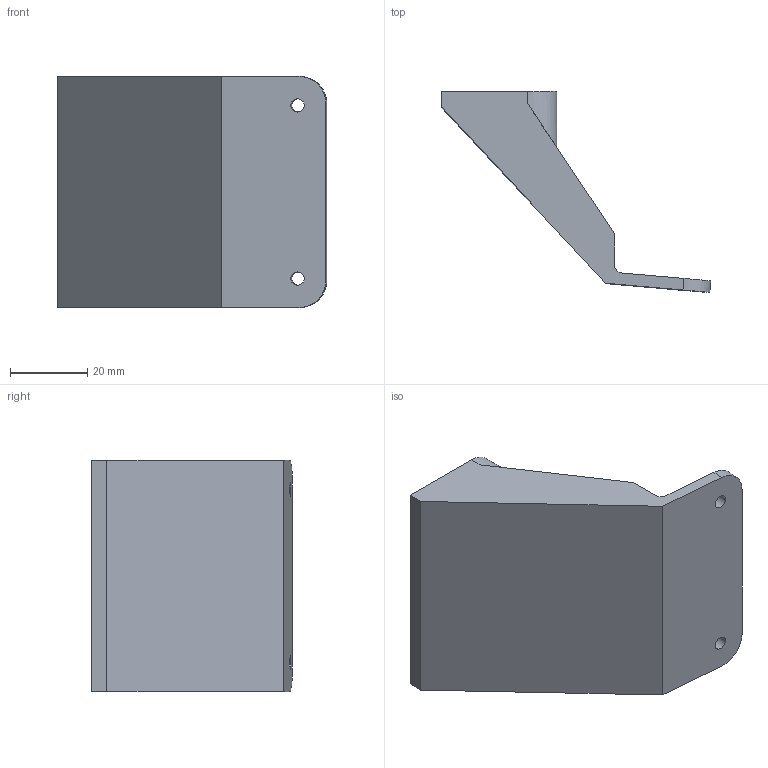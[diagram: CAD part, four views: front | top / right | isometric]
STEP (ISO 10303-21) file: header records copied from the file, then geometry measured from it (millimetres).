
FILE_DESCRIPTION(('FreeCAD Model'),'2;1');
FILE_NAME('Open CASCADE Shape Model','2024-02-20T15:03:15',(''),(''), 'Open CASCADE STEP processor 7.6','FreeCAD','Unknown');
FILE_SCHEMA(('AUTOMOTIVE_DESIGN { 1 0 10303 214 1 1 1 1 }'));
Length unit declared in the file: millimetre
Products named in the file (1): CameraExtensionBody
Bounding box: 70 x 52.19 x 60 mm (x, y, z)
Volume: 56675.9 mm3; surface area: 14075.7 mm2
Topology: 1 solids, 1 shells, 26 faces, 62 edges, 42 vertices
Faces by surface type: plane 15, cylinder 11
Full cylindrical faces by diameter (mm): 2.5 x4, 3.5 x2
Entity records: 1620 total; most frequent: CARTESIAN_POINT 291, DIRECTION 256, LINE 140, VECTOR 140, ORIENTED_EDGE 124, PCURVE 124, DEFINITIONAL_REPRESENTATION 124, EDGE_CURVE 62
